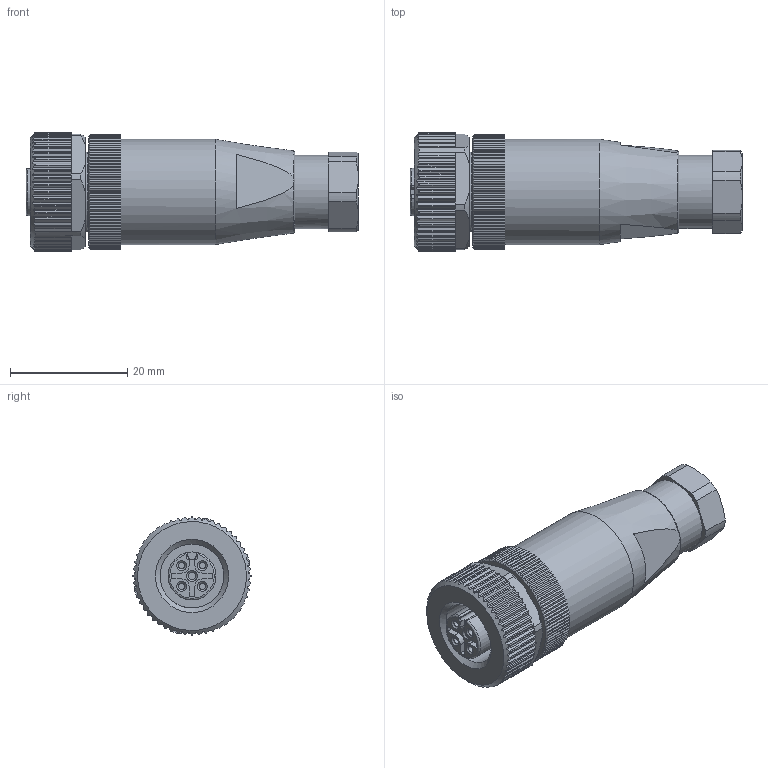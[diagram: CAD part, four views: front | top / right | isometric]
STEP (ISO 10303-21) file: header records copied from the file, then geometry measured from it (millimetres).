
FILE_DESCRIPTION(/* description */ (''),/* implementation_level */ '2;1');
FILE_NAME(/* name */ '99 0430 14 04 01_00.stp',/* time_stamp */ '2014-05-13T13:34:16+02:00',/* author */ (''),/* organization */ (''),/* preprocessor_version */ 'ST-DEVELOPER v14',/* originating_system */ 'SIEMENS PLM Software NX 8.0',/* authorisation */ '');
FILE_SCHEMA (('AP203_CONFIGURATION_CONTROLLED_3D_DESIGN_OF_MECHANICAL_PARTS_AND_ASSEMBLIES_MIM_LF { 1 0 10303 403 2 1 2}'));
Length unit declared in the file: millimetre
Products named in the file (1): cerl1628B151iewt
Bounding box: 56.7 x 20.2 x 20.2 mm (x, y, z)
Volume: 12327.3 mm3; surface area: 4672.5 mm2
Topology: 1 solids, 1 shells, 633 faces, 1818 edges, 1203 vertices
Faces by surface type: plane 366, cylinder 234, cone 27, torus 4, sphere 2
Full cylindrical faces by diameter (mm): 1.1 x4, 1.65 x4, 8.2 x1, 10.917 x1, 12.5 x1, 13.5 x1, 18 x1
Entity records: 22246 total; most frequent: CARTESIAN_POINT 6264, ORIENTED_EDGE 3542, DIRECTION 3024, EDGE_CURVE 1771, VERTEX_POINT 1186, AXIS2_PLACEMENT_3D 1050, LINE 924, VECTOR 924
